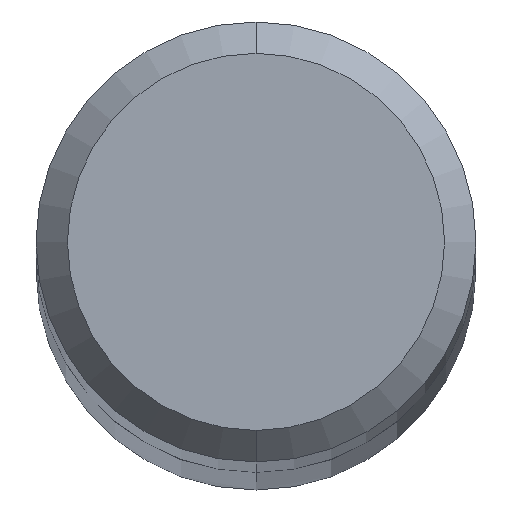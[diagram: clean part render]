
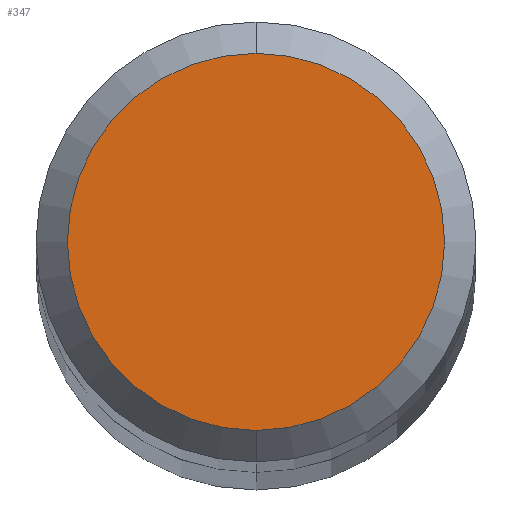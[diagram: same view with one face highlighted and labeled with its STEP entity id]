
A CAD part, top view. The second image highlights one B-rep face of the part: STEP entity #347.
In plain terms, the highlighted planar face has unit normal (0, 0, 1).
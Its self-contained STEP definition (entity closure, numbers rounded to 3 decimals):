
#317=VERTEX_POINT('',#591);
#321=VERTEX_POINT('',#595);
#331=EDGE_CURVE('',#321,#317,#606,.T.);
#347=ADVANCED_FACE('',(#623),#624,.T.);
#361=EDGE_CURVE('',#317,#321,#638,.T.);
#591=CARTESIAN_POINT('',(0.0,1.8,55.0));
#595=CARTESIAN_POINT('',(0.,-1.8,55.0));
#606=CIRCLE('',#1142,1.8);
#623=FACE_OUTER_BOUND('',#1189,.T.);
#624=PLANE('',#1190);
#638=CIRCLE('',#1211,1.8);
#1142=AXIS2_PLACEMENT_3D('',#1480,#1481,#1482);
#1189=EDGE_LOOP('',(#1496,#1497));
#1190=AXIS2_PLACEMENT_3D('',#1498,#1499,#1500);
#1211=AXIS2_PLACEMENT_3D('',#1509,#1510,#1511);
#1480=CARTESIAN_POINT('',(0.0,0.0,55.0));
#1481=DIRECTION('',(0.0,0.0,-1.0));
#1482=DIRECTION('',(0.0,1.0,0.0));
#1496=ORIENTED_EDGE('',*,*,#361,.F.);
#1497=ORIENTED_EDGE('',*,*,#331,.F.);
#1498=CARTESIAN_POINT('',(0.0,0.9,55.0));
#1499=DIRECTION('',(0.0,0.0,1.0));
#1500=DIRECTION('',(0.0,-1.0,0.0));
#1509=CARTESIAN_POINT('',(0.0,0.0,55.0));
#1510=DIRECTION('',(0.0,0.0,-1.0));
#1511=DIRECTION('',(0.0,1.0,0.0));
